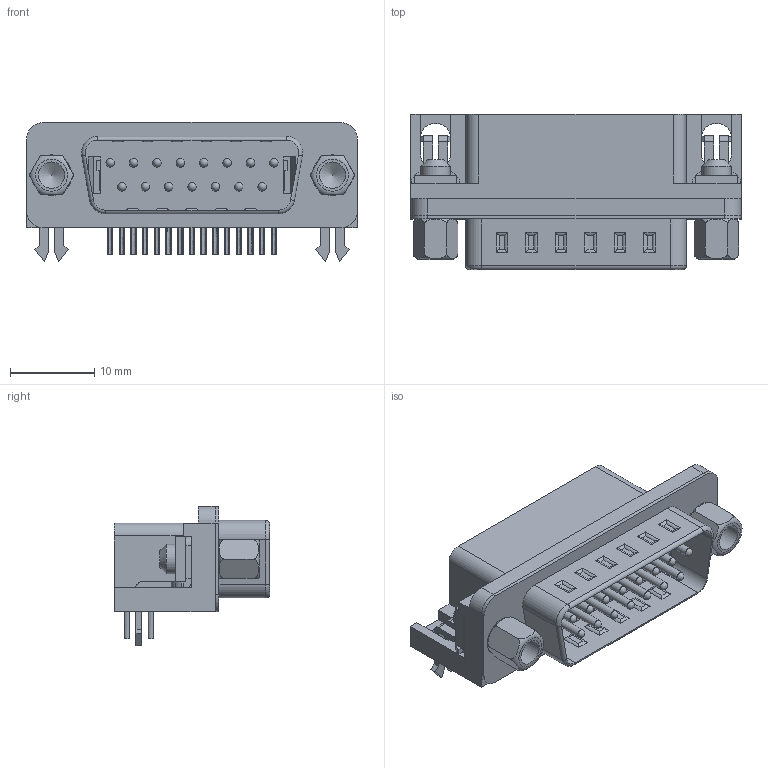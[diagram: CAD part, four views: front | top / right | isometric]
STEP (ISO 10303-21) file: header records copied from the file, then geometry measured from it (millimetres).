
FILE_DESCRIPTION(/* description */ ('Unknown'),/* implementation_level */ '2;1');
FILE_NAME(/* name */ 'J_Wurth_WR-DSUB_618015231221',/* time_stamp */ '2025-07-14T14:01:14+08:00',/* author */ ('Unknown'),/* organization */ ('Unknown'),/* preprocessor_version */ 'ST-DEVELOPER v19.4',/* originating_system */ 'Solid Edge',/* authorisation */ 'Unknown');
FILE_SCHEMA (('AUTOMOTIVE_DESIGN {1 0 10303 214 3 1 1}'));
Products named in the file (2): J_Wurth_WR-DSUB_618015231221
Assembly tree (1 placements, depth 2):
  J_Wurth_WR-DSUB_618015231221
    J_Wurth_WR-DSUB_618015231221
Bounding box: 39.2 x 18.4 x 16.5 mm (x, y, z)
Volume: 3948.2 mm3; surface area: 8351.1 mm2
Topology: 24 solids, 24 shells, 1043 faces, 2690 edges, 1685 vertices
Faces by surface type: plane 550, cylinder 231, bspline 210, cone 25, sphere 15, torus 12
Full cylindrical faces by diameter (mm): 0.7 x7, 0.8 x8, 1 x30, 3.121 x4, 3.5 x2, 4 x8
Entity records: 56001 total; most frequent: CARTESIAN_POINT 31919, ORIENTED_EDGE 5052, DIRECTION 4262, EDGE_CURVE 2526, LINE 1752, VECTOR 1752, VERTEX_POINT 1641, AXIS2_PLACEMENT_3D 1255
